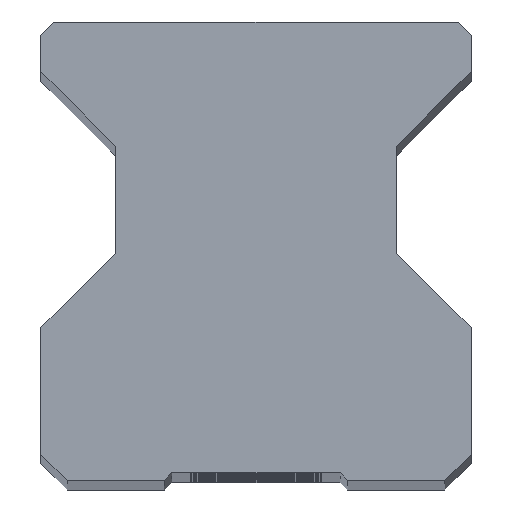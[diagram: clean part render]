
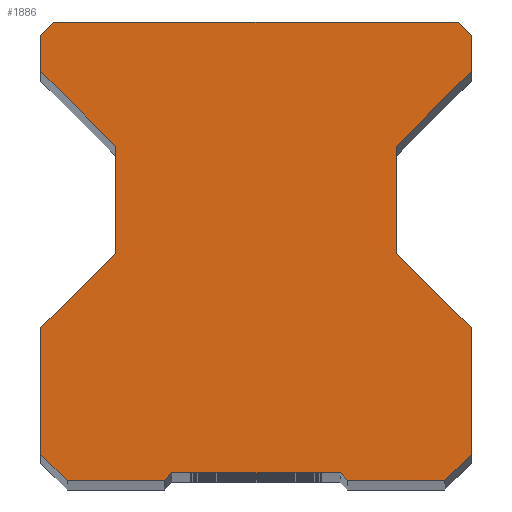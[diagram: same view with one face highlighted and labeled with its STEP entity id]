
A CAD part, top view. The second image highlights one B-rep face of the part: STEP entity #1886.
In plain terms, the highlighted planar face has unit normal (0, 0, 1).
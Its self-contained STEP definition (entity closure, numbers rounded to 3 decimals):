
#2 = VECTOR ( 'NONE', #915, 1000. ) ;
#23 = VERTEX_POINT ( 'NONE', #537 ) ;
#39 = CARTESIAN_POINT ( 'NONE',  ( -5.136, 7.759, 298. ) ) ;
#96 = DIRECTION ( 'NONE',  ( 0.707, -0.707, 0. ) ) ;
#97 = EDGE_CURVE ( 'NONE', #478, #499, #1642, .T. ) ;
#125 = EDGE_CURVE ( 'NONE', #2359, #2296, #1461, .T. ) ;
#142 = CARTESIAN_POINT ( 'NONE',  ( 9.864, 7.759, 298. ) ) ;
#143 = VECTOR ( 'NONE', #1664, 1000. ) ;
#165 = CARTESIAN_POINT ( 'NONE',  ( 2.364, 2.444, 298. ) ) ;
#198 = LINE ( 'NONE', #620, #1304 ) ;
#222 = VECTOR ( 'NONE', #1515, 1000. ) ;
#227 = EDGE_CURVE ( 'NONE', #1854, #478, #1106, .T. ) ;
#231 = CARTESIAN_POINT ( 'NONE',  ( -7.736, -10.094, 298. ) ) ;
#232 = CARTESIAN_POINT ( 'NONE',  ( 13.864, -1.947, 298. ) ) ;
#240 = VERTEX_POINT ( 'NONE', #1422 ) ;
#280 = ORIENTED_EDGE ( 'NONE', *, *, #1398, .F. ) ;
#283 = VECTOR ( 'NONE', #2326, 1000. ) ;
#301 = DIRECTION ( 'NONE',  ( 0., -1., 0. ) ) ;
#313 = CARTESIAN_POINT ( 'NONE',  ( 13.164, 14.406, 298. ) ) ;
#317 = CARTESIAN_POINT ( 'NONE',  ( 13.864, 11.759, 298. ) ) ;
#321 = ORIENTED_EDGE ( 'NONE', *, *, #125, .F. ) ;
#365 = EDGE_CURVE ( 'NONE', #2490, #2422, #2572, .T. ) ;
#378 = VERTEX_POINT ( 'NONE', #1692 ) ;
#399 = CARTESIAN_POINT ( 'NONE',  ( -5.136, 2.053, 298. ) ) ;
#401 = CARTESIAN_POINT ( 'NONE',  ( -7.736, -10.094, 298. ) ) ;
#422 = LINE ( 'NONE', #1485, #925 ) ;
#429 = DIRECTION ( 'NONE',  ( -0.707, -0.707, 0. ) ) ;
#467 = CARTESIAN_POINT ( 'NONE',  ( 6.864, -9.694, 298. ) ) ;
#478 = VERTEX_POINT ( 'NONE', #232 ) ;
#484 = LINE ( 'NONE', #2214, #1908 ) ;
#499 = VERTEX_POINT ( 'NONE', #1257 ) ;
#517 = LINE ( 'NONE', #1588, #1351 ) ;
#537 = CARTESIAN_POINT ( 'NONE',  ( -2.536, -10.094, 298. ) ) ;
#585 = EDGE_CURVE ( 'NONE', #2817, #2359, #422, .T. ) ;
#588 = PLANE ( 'NONE',  #1167 ) ;
#593 = EDGE_CURVE ( 'NONE', #1612, #2817, #605, .T. ) ;
#605 = LINE ( 'NONE', #1474, #2608 ) ;
#609 = LINE ( 'NONE', #777, #143 ) ;
#620 = CARTESIAN_POINT ( 'NONE',  ( -9.136, -1.947, 298. ) ) ;
#644 = CARTESIAN_POINT ( 'NONE',  ( -9.136, -8.694, 298. ) ) ;
#645 = CARTESIAN_POINT ( 'NONE',  ( -9.136, -8.694, 298. ) ) ;
#699 = VECTOR ( 'NONE', #96, 1000. ) ;
#702 = ORIENTED_EDGE ( 'NONE', *, *, #2385, .F. ) ;
#740 = ORIENTED_EDGE ( 'NONE', *, *, #593, .F. ) ;
#750 = ORIENTED_EDGE ( 'NONE', *, *, #1357, .F. ) ;
#777 = CARTESIAN_POINT ( 'NONE',  ( 7.264, -10.094, 298. ) ) ;
#784 = LINE ( 'NONE', #2210, #1577 ) ;
#795 = CARTESIAN_POINT ( 'NONE',  ( 13.864, 13.706, 298. ) ) ;
#811 = CARTESIAN_POINT ( 'NONE',  ( 13.164, 14.406, 298. ) ) ;
#814 = ORIENTED_EDGE ( 'NONE', *, *, #1681, .F. ) ;
#839 = LINE ( 'NONE', #2356, #2537 ) ;
#867 = VERTEX_POINT ( 'NONE', #1025 ) ;
#886 = CARTESIAN_POINT ( 'NONE',  ( -9.136, 13.706, 298. ) ) ;
#895 = ORIENTED_EDGE ( 'NONE', *, *, #585, .F. ) ;
#903 = CARTESIAN_POINT ( 'NONE',  ( -9.136, 11.759, 298. ) ) ;
#915 = DIRECTION ( 'NONE',  ( -0.707, 0.707, 0. ) ) ;
#916 = LINE ( 'NONE', #1974, #2783 ) ;
#925 = VECTOR ( 'NONE', #1698, 1000. ) ;
#955 = CARTESIAN_POINT ( 'NONE',  ( -2.536, -10.094, 298. ) ) ;
#993 = ORIENTED_EDGE ( 'NONE', *, *, #1349, .F. ) ;
#1012 = DIRECTION ( 'NONE',  ( 0., 1., 0. ) ) ;
#1022 = DIRECTION ( 'NONE',  ( 1., 0., 0. ) ) ;
#1023 = ORIENTED_EDGE ( 'NONE', *, *, #227, .F. ) ;
#1025 = CARTESIAN_POINT ( 'NONE',  ( 7.264, -10.094, 298. ) ) ;
#1034 = DIRECTION ( 'NONE',  ( -0.707, -0.707, 0. ) ) ;
#1060 = CARTESIAN_POINT ( 'NONE',  ( 6.864, -9.694, 298. ) ) ;
#1106 = LINE ( 'NONE', #1848, #2286 ) ;
#1117 = DIRECTION ( 'NONE',  ( -1., 0., 0. ) ) ;
#1167 = AXIS2_PLACEMENT_3D ( 'NONE', #165, #1458, #1022 ) ;
#1202 = DIRECTION ( 'NONE',  ( -0.707, -0.707, 0. ) ) ;
#1257 = CARTESIAN_POINT ( 'NONE',  ( 13.864, -8.694, 298. ) ) ;
#1276 = EDGE_CURVE ( 'NONE', #1523, #378, #2483, .T. ) ;
#1283 = ORIENTED_EDGE ( 'NONE', *, *, #1858, .F. ) ;
#1304 = VECTOR ( 'NONE', #1679, 1000. ) ;
#1313 = VERTEX_POINT ( 'NONE', #317 ) ;
#1349 = EDGE_CURVE ( 'NONE', #23, #2490, #2497, .T. ) ;
#1351 = VECTOR ( 'NONE', #1202, 1000. ) ;
#1357 = EDGE_CURVE ( 'NONE', #2115, #1854, #2071, .T. ) ;
#1398 = EDGE_CURVE ( 'NONE', #867, #1584, #609, .T. ) ;
#1421 = VECTOR ( 'NONE', #1674, 1000. ) ;
#1422 = CARTESIAN_POINT ( 'NONE',  ( -9.136, -1.947, 298. ) ) ;
#1455 = VERTEX_POINT ( 'NONE', #399 ) ;
#1458 = DIRECTION ( 'NONE',  ( 0., 0., 1. ) ) ;
#1461 = LINE ( 'NONE', #313, #699 ) ;
#1474 = CARTESIAN_POINT ( 'NONE',  ( -9.136, 13.706, 298. ) ) ;
#1485 = CARTESIAN_POINT ( 'NONE',  ( -8.436, 14.406, 298. ) ) ;
#1515 = DIRECTION ( 'NONE',  ( 0., 1., 0. ) ) ;
#1520 = DIRECTION ( 'NONE',  ( 0., 1., 0. ) ) ;
#1523 = VERTEX_POINT ( 'NONE', #39 ) ;
#1545 = VECTOR ( 'NONE', #1520, 1000. ) ;
#1557 = CARTESIAN_POINT ( 'NONE',  ( -8.436, 14.406, 298. ) ) ;
#1562 = CARTESIAN_POINT ( 'NONE',  ( -2.136, -9.694, 298. ) ) ;
#1577 = VECTOR ( 'NONE', #301, 1000. ) ;
#1584 = VERTEX_POINT ( 'NONE', #467 ) ;
#1586 = ORIENTED_EDGE ( 'NONE', *, *, #365, .F. ) ;
#1588 = CARTESIAN_POINT ( 'NONE',  ( -2.136, -9.694, 298. ) ) ;
#1612 = VERTEX_POINT ( 'NONE', #886 ) ;
#1621 = ORIENTED_EDGE ( 'NONE', *, *, #2595, .F. ) ;
#1642 = LINE ( 'NONE', #2729, #1421 ) ;
#1645 = CARTESIAN_POINT ( 'NONE',  ( -5.136, 2.053, 298. ) ) ;
#1664 = DIRECTION ( 'NONE',  ( -0.707, 0.707, 0. ) ) ;
#1674 = DIRECTION ( 'NONE',  ( 0., -1., 0. ) ) ;
#1679 = DIRECTION ( 'NONE',  ( 0.707, 0.707, 0. ) ) ;
#1681 = EDGE_CURVE ( 'NONE', #2422, #240, #2157, .T. ) ;
#1683 = LINE ( 'NONE', #1060, #2674 ) ;
#1692 = CARTESIAN_POINT ( 'NONE',  ( -9.136, 11.759, 298. ) ) ;
#1698 = DIRECTION ( 'NONE',  ( 1., 0., 0. ) ) ;
#1729 = EDGE_CURVE ( 'NONE', #2296, #1313, #784, .T. ) ;
#1768 = ORIENTED_EDGE ( 'NONE', *, *, #1276, .F. ) ;
#1773 = CARTESIAN_POINT ( 'NONE',  ( 9.864, 7.759, 298. ) ) ;
#1801 = VECTOR ( 'NONE', #1012, 1000. ) ;
#1802 = CARTESIAN_POINT ( 'NONE',  ( -5.136, 7.759, 298. ) ) ;
#1830 = EDGE_CURVE ( 'NONE', #499, #1872, #839, .T. ) ;
#1848 = CARTESIAN_POINT ( 'NONE',  ( 9.864, 2.053, 298. ) ) ;
#1854 = VERTEX_POINT ( 'NONE', #2370 ) ;
#1858 = EDGE_CURVE ( 'NONE', #1584, #2137, #1683, .T. ) ;
#1872 = VERTEX_POINT ( 'NONE', #1921 ) ;
#1886 = ADVANCED_FACE ( 'NONE', ( #2575 ), #588, .T. ) ;
#1899 = DIRECTION ( 'NONE',  ( 0.707, 0.707, 0. ) ) ;
#1903 = DIRECTION ( 'NONE',  ( -1., 0., 0. ) ) ;
#1908 = VECTOR ( 'NONE', #429, 1000. ) ;
#1921 = CARTESIAN_POINT ( 'NONE',  ( 12.464, -10.094, 298. ) ) ;
#1933 = DIRECTION ( 'NONE',  ( -1., 0., 0. ) ) ;
#1939 = EDGE_LOOP ( 'NONE', ( #1283, #280, #2237, #2503, #2755, #1023, #750, #2077, #2261, #321, #895, #740, #2501, #1768, #2052, #702, #814, #1586, #993, #1621 ) ) ;
#1954 = VECTOR ( 'NONE', #1903, 1000. ) ;
#1974 = CARTESIAN_POINT ( 'NONE',  ( 12.464, -10.094, 298. ) ) ;
#2020 = VECTOR ( 'NONE', #2144, 1000. ) ;
#2052 = ORIENTED_EDGE ( 'NONE', *, *, #2676, .F. ) ;
#2071 = LINE ( 'NONE', #142, #283 ) ;
#2076 = EDGE_CURVE ( 'NONE', #1313, #2115, #484, .T. ) ;
#2077 = ORIENTED_EDGE ( 'NONE', *, *, #2076, .F. ) ;
#2083 = LINE ( 'NONE', #1645, #1801 ) ;
#2088 = DIRECTION ( 'NONE',  ( 0.707, -0.707, 0. ) ) ;
#2101 = EDGE_CURVE ( 'NONE', #378, #1612, #2188, .T. ) ;
#2115 = VERTEX_POINT ( 'NONE', #1773 ) ;
#2137 = VERTEX_POINT ( 'NONE', #1562 ) ;
#2144 = DIRECTION ( 'NONE',  ( -0.707, 0.707, 0. ) ) ;
#2157 = LINE ( 'NONE', #644, #222 ) ;
#2185 = EDGE_CURVE ( 'NONE', #1872, #867, #916, .T. ) ;
#2188 = LINE ( 'NONE', #903, #1545 ) ;
#2210 = CARTESIAN_POINT ( 'NONE',  ( 13.864, 13.706, 298. ) ) ;
#2214 = CARTESIAN_POINT ( 'NONE',  ( 13.864, 11.759, 298. ) ) ;
#2237 = ORIENTED_EDGE ( 'NONE', *, *, #2185, .F. ) ;
#2261 = ORIENTED_EDGE ( 'NONE', *, *, #1729, .F. ) ;
#2286 = VECTOR ( 'NONE', #2088, 1000. ) ;
#2296 = VERTEX_POINT ( 'NONE', #795 ) ;
#2326 = DIRECTION ( 'NONE',  ( 0., -1., 0. ) ) ;
#2356 = CARTESIAN_POINT ( 'NONE',  ( 13.864, -8.694, 298. ) ) ;
#2359 = VERTEX_POINT ( 'NONE', #811 ) ;
#2370 = CARTESIAN_POINT ( 'NONE',  ( 9.864, 2.053, 298. ) ) ;
#2385 = EDGE_CURVE ( 'NONE', #240, #1455, #198, .T. ) ;
#2422 = VERTEX_POINT ( 'NONE', #645 ) ;
#2483 = LINE ( 'NONE', #1802, #2 ) ;
#2490 = VERTEX_POINT ( 'NONE', #231 ) ;
#2497 = LINE ( 'NONE', #955, #1954 ) ;
#2501 = ORIENTED_EDGE ( 'NONE', *, *, #2101, .F. ) ;
#2503 = ORIENTED_EDGE ( 'NONE', *, *, #1830, .F. ) ;
#2537 = VECTOR ( 'NONE', #1034, 1000. ) ;
#2572 = LINE ( 'NONE', #401, #2020 ) ;
#2575 = FACE_OUTER_BOUND ( 'NONE', #1939, .T. ) ;
#2595 = EDGE_CURVE ( 'NONE', #2137, #23, #517, .T. ) ;
#2608 = VECTOR ( 'NONE', #1899, 1000. ) ;
#2674 = VECTOR ( 'NONE', #1933, 1000. ) ;
#2676 = EDGE_CURVE ( 'NONE', #1455, #1523, #2083, .T. ) ;
#2729 = CARTESIAN_POINT ( 'NONE',  ( 13.864, -1.947, 298. ) ) ;
#2755 = ORIENTED_EDGE ( 'NONE', *, *, #97, .F. ) ;
#2783 = VECTOR ( 'NONE', #1117, 1000. ) ;
#2817 = VERTEX_POINT ( 'NONE', #1557 ) ;
